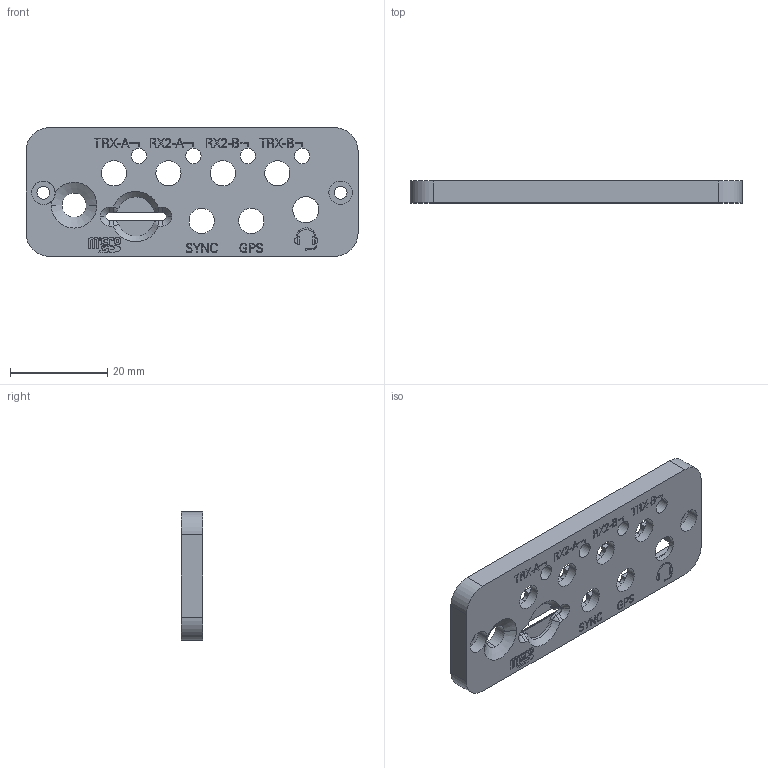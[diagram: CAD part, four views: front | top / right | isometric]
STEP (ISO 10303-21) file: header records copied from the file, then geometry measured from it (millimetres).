
FILE_DESCRIPTION(('CoCreate Modeling STEP Export'),'2;1');
FILE_NAME('157846-01_09-05-2014.stp','2014-09-05T13:29:54',(''),(''),'CoCreate Modeling STEP processor for AP214 (Solid Model)','CoCreate Modeling 17.0B 09-Oct-2010 (C) Parametric Technology GmbH','');
FILE_SCHEMA(('AUTOMOTIVE_DESIGN { 1 0 10303 214 1 1 1 1 }'));
Length unit declared in the file: millimetre
Products named in the file (1): Frontplate_Ettus_E3xx_157846A-01
Bounding box: 68.15 x 4.5 x 26.39 mm (x, y, z)
Volume: 5779.7 mm3; surface area: 5391.4 mm2
Topology: 1 solids, 1 shells, 301 faces, 1814 edges, 1573 vertices
Faces by surface type: plane 195, cylinder 94, cone 12
Entity records: 18807 total; most frequent: ORIENTED_EDGE 3628, CARTESIAN_POINT 3573, DIRECTION 2328, EDGE_CURVE 1814, VERTEX_POINT 1573, VECTOR 1408, LINE 1408, AXIS2_PLACEMENT_3D 460
